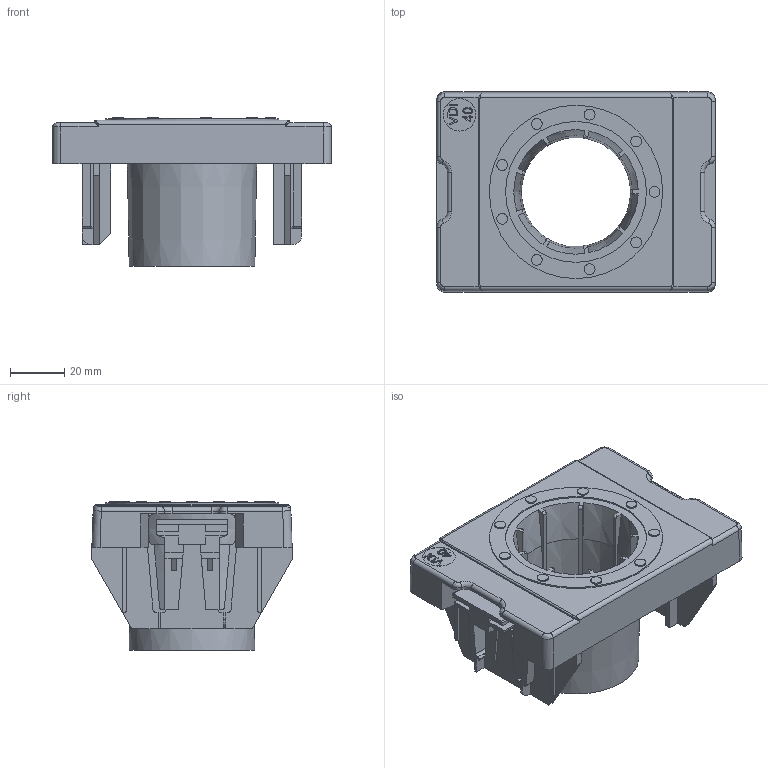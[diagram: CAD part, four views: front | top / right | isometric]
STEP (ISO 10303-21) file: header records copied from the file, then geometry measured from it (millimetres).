
FILE_DESCRIPTION(/* description */ ('Werkzeughaltereinsatz, ABS-schwarz VDI 40'),/* implementation_level */ '2;1');
FILE_NAME(/* name */ '0234-01.stp',/* time_stamp */ '2024-03-13T15:47:06+01:00',/* author */ ('marvin.friedrich'),/* organization */ ('B+H'),/* preprocessor_version */ 'ST-DEVELOPER v18.1',/* originating_system */ 'Autodesk Inventor 2022',/* authorisation */ '');
FILE_SCHEMA (('AUTOMOTIVE_DESIGN { 1 0 10303 214 3 1 1 }'));
Length unit declared in the file: millimetre
Products named in the file (1): 0234-01
Bounding box: 103 x 74 x 55 mm (x, y, z)
Volume: 71315.5 mm3; surface area: 51963.1 mm2
Topology: 1 solids, 1 shells, 453 faces, 1238 edges, 804 vertices
Faces by surface type: plane 305, cylinder 92, bspline 28, cone 20, torus 8
Full cylindrical faces by diameter (mm): 4 x9, 12 x1, 52 x1, 64 x1
Entity records: 14512 total; most frequent: CARTESIAN_POINT 3028, ORIENTED_EDGE 2476, DIRECTION 2253, EDGE_CURVE 1238, LINE 931, VECTOR 931, VERTEX_POINT 804, AXIS2_PLACEMENT_3D 661
